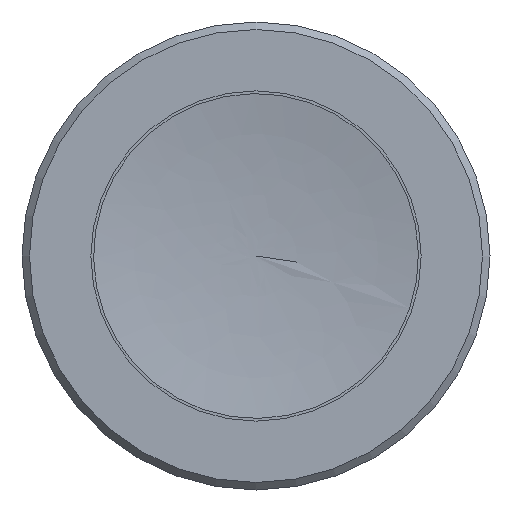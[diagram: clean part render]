
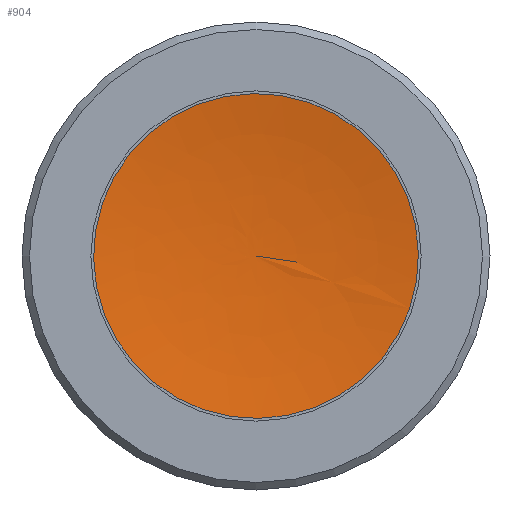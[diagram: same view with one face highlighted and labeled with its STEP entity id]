
A CAD part, left-side view. The second image highlights one B-rep face of the part: STEP entity #904.
In plain terms, the highlighted free-form (B-spline) face has degree [2, 2] with [3, 9] control points.
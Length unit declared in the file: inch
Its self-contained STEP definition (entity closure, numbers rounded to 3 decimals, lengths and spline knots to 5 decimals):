
#858=CARTESIAN_POINT('',(-0.87,0.,11.02));
#859=CARTESIAN_POINT('',(-0.01189,0.,5.5434));
#860=CARTESIAN_POINT('',(0.,0.,0.));
#861=CARTESIAN_POINT('',(-0.87,11.02,11.02));
#862=CARTESIAN_POINT('',(-0.01189,5.5434,5.5434));
#863=CARTESIAN_POINT('',(0.,0.,0.));
#864=CARTESIAN_POINT('',(-0.87,11.02,0.));
#865=CARTESIAN_POINT('',(-0.01189,5.5434,0.));
#866=CARTESIAN_POINT('',(0.,0.,0.0));
#867=CARTESIAN_POINT('',(-0.87,11.02,-11.02));
#868=CARTESIAN_POINT('',(-0.01189,5.5434,-5.5434));
#869=CARTESIAN_POINT('',(0.,0.,0.));
#870=CARTESIAN_POINT('',(-0.87,0.,-11.02));
#871=CARTESIAN_POINT('',(-0.01189,0.,-5.5434));
#872=CARTESIAN_POINT('',(0.,0.,0.));
#873=CARTESIAN_POINT('',(-0.87,-11.02,-11.02));
#874=CARTESIAN_POINT('',(-0.01189,-5.5434,-5.5434));
#875=CARTESIAN_POINT('',(0.,0.,0.));
#876=CARTESIAN_POINT('',(-0.87,-11.02,0.));
#877=CARTESIAN_POINT('',(-0.01189,-5.5434,0.));
#878=CARTESIAN_POINT('',(0.,0.,0.0));
#879=CARTESIAN_POINT('',(-0.87,-11.02,11.02));
#880=CARTESIAN_POINT('',(-0.01189,-5.5434,5.5434));
#881=CARTESIAN_POINT('',(0.,0.,0.));
#882=CARTESIAN_POINT('',(-0.87,0.,11.02));
#883=CARTESIAN_POINT('',(-0.01189,0.,5.5434));
#884=CARTESIAN_POINT('',(0.,0.,0.));
#892=(BOUNDED_SURFACE()B_SPLINE_SURFACE(2,2,((#858,#861,#864,#867,#870,#873,#876,#879,#882),(#859,#862,#865,#868,#871,#874,#877,#880,#883),(#860,#863,#866,#869,#872,#875,#878,#881,#884)),.UNSPECIFIED.,.F.,.T.,.U.)B_SPLINE_SURFACE_WITH_KNOTS((3,3),(3,2,2,2,3),(1.41537,1.56865),(0.0,1.5708,3.14159,4.71239,6.28319),.UNSPECIFIED.)GEOMETRIC_REPRESENTATION_ITEM()RATIONAL_B_SPLINE_SURFACE(((1.0,0.707,1.0,0.707,1.0,0.707,1.0,0.707,1.0),(0.997,0.705,0.997,0.705,0.997,0.705,0.997,0.705,0.997),(1.0,0.707,1.0,0.707,1.0,0.707,1.0,0.707,1.0)))REPRESENTATION_ITEM('')SURFACE());
#893=CARTESIAN_POINT('',(-0.87,11.02,0.0));
#894=VERTEX_POINT('',#893);
#895=CARTESIAN_POINT('',(-0.87,0.,0.0));
#896=DIRECTION('',(1.0,0.0,0.0));
#897=DIRECTION('',(0.0,1.0,0.0));
#898=AXIS2_PLACEMENT_3D('',#895,#896,#897);
#899=CIRCLE('',#898,11.02);
#900=EDGE_CURVE('',#894,#894,#899,.T.);
#901=ORIENTED_EDGE('',*,*,#900,.F.);
#902=EDGE_LOOP('',(#901));
#903=FACE_OUTER_BOUND('',#902,.T.);
#904=ADVANCED_FACE('',(#903),#892,.F.);
